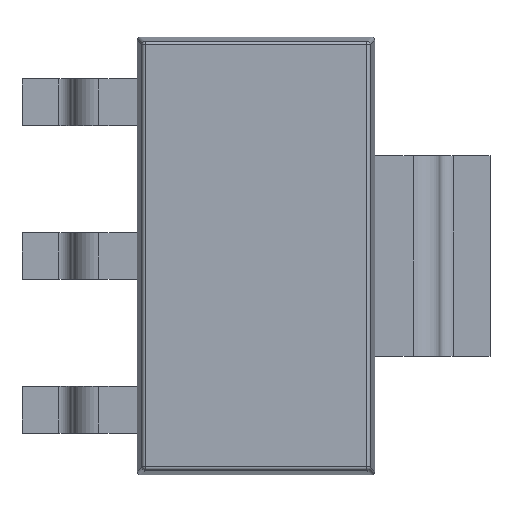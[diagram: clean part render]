
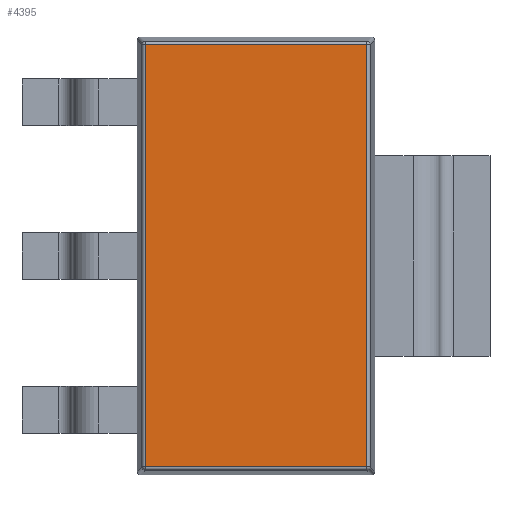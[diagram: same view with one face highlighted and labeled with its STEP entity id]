
A CAD part, top view. The second image highlights one B-rep face of the part: STEP entity #4395.
In plain terms, the highlighted planar face has unit normal (0, 0, 1).
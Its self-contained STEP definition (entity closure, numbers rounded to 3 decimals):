
#3209 = CYLINDRICAL_SURFACE('',#3210,0.05);
#3210 = AXIS2_PLACEMENT_3D('',#3211,#3212,#3213);
#3211 = CARTESIAN_POINT('',(0.118,0.073,1.54));
#3212 = DIRECTION('',(0.,1.,-0.));
#3213 = DIRECTION('',(-0.995,0.,0.105));
#3896 = VERTEX_POINT('',#3897);
#3897 = CARTESIAN_POINT('',(0.118,0.118,1.59));
#3919 = EDGE_CURVE('',#3896,#3920,#3922,.T.);
#3920 = VERTEX_POINT('',#3921);
#3921 = CARTESIAN_POINT('',(0.118,6.432,1.59));
#3922 = SURFACE_CURVE('',#3923,(#3927,#3934),.PCURVE_S1.);
#3923 = LINE('',#3924,#3925);
#3924 = CARTESIAN_POINT('',(0.118,0.073,1.59));
#3925 = VECTOR('',#3926,1.);
#3926 = DIRECTION('',(0.,1.,-0.));
#3927 = PCURVE('',#3209,#3928);
#3928 = DEFINITIONAL_REPRESENTATION('',(#3929),#3933);
#3929 = LINE('',#3930,#3931);
#3930 = CARTESIAN_POINT('',(1.466,0.));
#3931 = VECTOR('',#3932,1.);
#3932 = DIRECTION('',(0.,1.));
#3933 = ( GEOMETRIC_REPRESENTATION_CONTEXT(2) 
PARAMETRIC_REPRESENTATION_CONTEXT() REPRESENTATION_CONTEXT('2D SPACE',''
  ) );
#3934 = PCURVE('',#3935,#3940);
#3935 = PLANE('',#3936);
#3936 = AXIS2_PLACEMENT_3D('',#3937,#3938,#3939);
#3937 = CARTESIAN_POINT('',(0.,0.,1.59));
#3938 = DIRECTION('',(0.,0.,1.));
#3939 = DIRECTION('',(1.,0.,-0.));
#3940 = DEFINITIONAL_REPRESENTATION('',(#3941),#3945);
#3941 = LINE('',#3942,#3943);
#3942 = CARTESIAN_POINT('',(0.118,0.073));
#3943 = VECTOR('',#3944,1.);
#3944 = DIRECTION('',(0.,1.));
#3945 = ( GEOMETRIC_REPRESENTATION_CONTEXT(2) 
PARAMETRIC_REPRESENTATION_CONTEXT() REPRESENTATION_CONTEXT('2D SPACE',''
  ) );
#4139 = CYLINDRICAL_SURFACE('',#4140,0.05);
#4140 = AXIS2_PLACEMENT_3D('',#4141,#4142,#4143);
#4141 = CARTESIAN_POINT('',(0.073,6.432,1.54));
#4142 = DIRECTION('',(1.,0.,0.));
#4143 = DIRECTION('',(-0.,0.995,0.105));
#4336 = CYLINDRICAL_SURFACE('',#4337,0.05);
#4337 = AXIS2_PLACEMENT_3D('',#4338,#4339,#4340);
#4338 = CARTESIAN_POINT('',(0.073,0.118,1.54));
#4339 = DIRECTION('',(1.,-0.,0.));
#4340 = DIRECTION('',(-0.,-0.995,0.105));
#4395 = ADVANCED_FACE('',(#4396),#3935,.T.);
#4396 = FACE_BOUND('',#4397,.T.);
#4397 = EDGE_LOOP('',(#4398,#4399,#4422,#4450));
#4398 = ORIENTED_EDGE('',*,*,#3919,.F.);
#4399 = ORIENTED_EDGE('',*,*,#4400,.T.);
#4400 = EDGE_CURVE('',#3896,#4401,#4403,.T.);
#4401 = VERTEX_POINT('',#4402);
#4402 = CARTESIAN_POINT('',(3.432,0.118,1.59));
#4403 = SURFACE_CURVE('',#4404,(#4408,#4415),.PCURVE_S1.);
#4404 = LINE('',#4405,#4406);
#4405 = CARTESIAN_POINT('',(0.073,0.118,1.59));
#4406 = VECTOR('',#4407,1.);
#4407 = DIRECTION('',(1.,-0.,0.));
#4408 = PCURVE('',#3935,#4409);
#4409 = DEFINITIONAL_REPRESENTATION('',(#4410),#4414);
#4410 = LINE('',#4411,#4412);
#4411 = CARTESIAN_POINT('',(0.073,0.118));
#4412 = VECTOR('',#4413,1.);
#4413 = DIRECTION('',(1.,0.));
#4414 = ( GEOMETRIC_REPRESENTATION_CONTEXT(2) 
PARAMETRIC_REPRESENTATION_CONTEXT() REPRESENTATION_CONTEXT('2D SPACE',''
  ) );
#4415 = PCURVE('',#4336,#4416);
#4416 = DEFINITIONAL_REPRESENTATION('',(#4417),#4421);
#4417 = LINE('',#4418,#4419);
#4418 = CARTESIAN_POINT('',(-1.466,0.));
#4419 = VECTOR('',#4420,1.);
#4420 = DIRECTION('',(-0.,1.));
#4421 = ( GEOMETRIC_REPRESENTATION_CONTEXT(2) 
PARAMETRIC_REPRESENTATION_CONTEXT() REPRESENTATION_CONTEXT('2D SPACE',''
  ) );
#4422 = ORIENTED_EDGE('',*,*,#4423,.T.);
#4423 = EDGE_CURVE('',#4401,#4424,#4426,.T.);
#4424 = VERTEX_POINT('',#4425);
#4425 = CARTESIAN_POINT('',(3.432,6.432,1.59));
#4426 = SURFACE_CURVE('',#4427,(#4431,#4438),.PCURVE_S1.);
#4427 = LINE('',#4428,#4429);
#4428 = CARTESIAN_POINT('',(3.432,0.073,1.59));
#4429 = VECTOR('',#4430,1.);
#4430 = DIRECTION('',(0.,1.,-0.));
#4431 = PCURVE('',#3935,#4432);
#4432 = DEFINITIONAL_REPRESENTATION('',(#4433),#4437);
#4433 = LINE('',#4434,#4435);
#4434 = CARTESIAN_POINT('',(3.432,0.073));
#4435 = VECTOR('',#4436,1.);
#4436 = DIRECTION('',(0.,1.));
#4437 = ( GEOMETRIC_REPRESENTATION_CONTEXT(2) 
PARAMETRIC_REPRESENTATION_CONTEXT() REPRESENTATION_CONTEXT('2D SPACE',''
  ) );
#4438 = PCURVE('',#4439,#4444);
#4439 = CYLINDRICAL_SURFACE('',#4440,0.05);
#4440 = AXIS2_PLACEMENT_3D('',#4441,#4442,#4443);
#4441 = CARTESIAN_POINT('',(3.432,0.073,1.54));
#4442 = DIRECTION('',(0.,1.,-0.));
#4443 = DIRECTION('',(0.,0.,1.));
#4444 = DEFINITIONAL_REPRESENTATION('',(#4445),#4449);
#4445 = LINE('',#4446,#4447);
#4446 = CARTESIAN_POINT('',(0.,0.));
#4447 = VECTOR('',#4448,1.);
#4448 = DIRECTION('',(0.,1.));
#4449 = ( GEOMETRIC_REPRESENTATION_CONTEXT(2) 
PARAMETRIC_REPRESENTATION_CONTEXT() REPRESENTATION_CONTEXT('2D SPACE',''
  ) );
#4450 = ORIENTED_EDGE('',*,*,#4451,.F.);
#4451 = EDGE_CURVE('',#3920,#4424,#4452,.T.);
#4452 = SURFACE_CURVE('',#4453,(#4457,#4464),.PCURVE_S1.);
#4453 = LINE('',#4454,#4455);
#4454 = CARTESIAN_POINT('',(0.073,6.432,1.59));
#4455 = VECTOR('',#4456,1.);
#4456 = DIRECTION('',(1.,0.,0.));
#4457 = PCURVE('',#3935,#4458);
#4458 = DEFINITIONAL_REPRESENTATION('',(#4459),#4463);
#4459 = LINE('',#4460,#4461);
#4460 = CARTESIAN_POINT('',(0.073,6.432));
#4461 = VECTOR('',#4462,1.);
#4462 = DIRECTION('',(1.,0.));
#4463 = ( GEOMETRIC_REPRESENTATION_CONTEXT(2) 
PARAMETRIC_REPRESENTATION_CONTEXT() REPRESENTATION_CONTEXT('2D SPACE',''
  ) );
#4464 = PCURVE('',#4139,#4465);
#4465 = DEFINITIONAL_REPRESENTATION('',(#4466),#4470);
#4466 = LINE('',#4467,#4468);
#4467 = CARTESIAN_POINT('',(1.466,0.));
#4468 = VECTOR('',#4469,1.);
#4469 = DIRECTION('',(0.,1.));
#4470 = ( GEOMETRIC_REPRESENTATION_CONTEXT(2) 
PARAMETRIC_REPRESENTATION_CONTEXT() REPRESENTATION_CONTEXT('2D SPACE',''
  ) );
